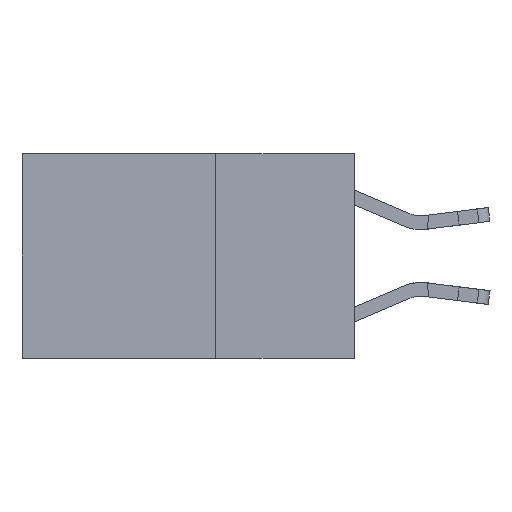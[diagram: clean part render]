
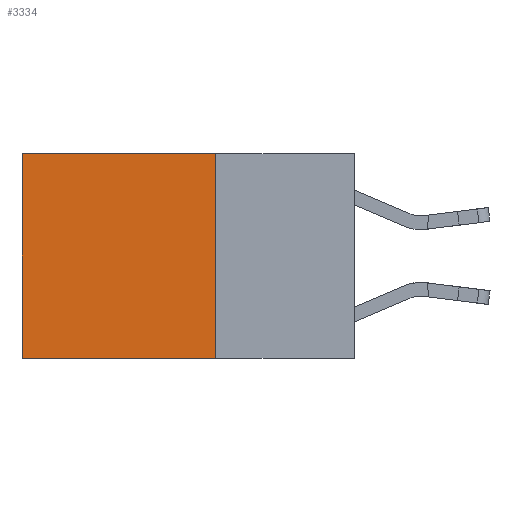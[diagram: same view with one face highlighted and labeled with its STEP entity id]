
A CAD part, left-side view. The second image highlights one B-rep face of the part: STEP entity #3334.
In plain terms, the highlighted planar face has unit normal (-1, 0, 0).
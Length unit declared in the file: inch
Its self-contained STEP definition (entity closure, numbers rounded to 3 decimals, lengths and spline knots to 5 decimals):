
#18 = VECTOR ( 'NONE', #15943, 39.37008 ) ;
#29 = FACE_OUTER_BOUND ( 'NONE', #5891, .T. ) ;
#1599 = CARTESIAN_POINT ( 'NONE',  ( 0.2625, 0.25, -0.37 ) ) ;
#1884 = LINE ( 'NONE', #16755, #7738 ) ;
#2831 = ORIENTED_EDGE ( 'NONE', *, *, #15132, .F. ) ;
#3069 = DIRECTION ( 'NONE',  ( 0., 1., 0. ) ) ;
#3296 = EDGE_CURVE ( 'NONE', #17087, #6235, #5200, .T. ) ;
#3334 = ADVANCED_FACE ( 'NONE', ( #29 ), #16899, .F. ) ;
#4571 = DIRECTION ( 'NONE',  ( 1., 0., 0. ) ) ;
#4620 = DIRECTION ( 'NONE',  ( 0., 0., -1. ) ) ;
#5200 = LINE ( 'NONE', #12027, #8858 ) ;
#5282 = DIRECTION ( 'NONE',  ( 0., 0., -1. ) ) ;
#5293 = LINE ( 'NONE', #10791, #18 ) ;
#5891 = EDGE_LOOP ( 'NONE', ( #12573, #2831, #11454, #10349 ) ) ;
#6123 = VERTEX_POINT ( 'NONE', #1599 ) ;
#6235 = VERTEX_POINT ( 'NONE', #13120 ) ;
#6994 = DIRECTION ( 'NONE',  ( 0., 0., -1. ) ) ;
#7738 = VECTOR ( 'NONE', #3069, 39.37008 ) ;
#8402 = CARTESIAN_POINT ( 'NONE',  ( 0.2625, 0.25, 0. ) ) ;
#8858 = VECTOR ( 'NONE', #5282, 39.37008 ) ;
#8983 = EDGE_CURVE ( 'NONE', #12100, #17087, #5293, .T. ) ;
#10349 = ORIENTED_EDGE ( 'NONE', *, *, #8983, .T. ) ;
#10384 = CARTESIAN_POINT ( 'NONE',  ( 0.2625, 0.25, 0. ) ) ;
#10438 = CARTESIAN_POINT ( 'NONE',  ( 0.2625, 0.6, 0. ) ) ;
#10791 = CARTESIAN_POINT ( 'NONE',  ( 0.2625, 0.25, 0. ) ) ;
#10845 = EDGE_CURVE ( 'NONE', #12100, #6123, #14146, .T. ) ;
#11454 = ORIENTED_EDGE ( 'NONE', *, *, #10845, .F. ) ;
#11981 = AXIS2_PLACEMENT_3D ( 'NONE', #16719, #4571, #6994 ) ;
#12027 = CARTESIAN_POINT ( 'NONE',  ( 0.2625, 0.6, 0. ) ) ;
#12100 = VERTEX_POINT ( 'NONE', #8402 ) ;
#12573 = ORIENTED_EDGE ( 'NONE', *, *, #3296, .T. ) ;
#13120 = CARTESIAN_POINT ( 'NONE',  ( 0.2625, 0.6, -0.37 ) ) ;
#13717 = VECTOR ( 'NONE', #4620, 39.37008 ) ;
#14146 = LINE ( 'NONE', #10384, #13717 ) ;
#15132 = EDGE_CURVE ( 'NONE', #6123, #6235, #1884, .T. ) ;
#15943 = DIRECTION ( 'NONE',  ( 0., 1., 0. ) ) ;
#16719 = CARTESIAN_POINT ( 'NONE',  ( 0.2625, 0.25, 0. ) ) ;
#16755 = CARTESIAN_POINT ( 'NONE',  ( 0.2625, 0.25, -0.37 ) ) ;
#16899 = PLANE ( 'NONE',  #11981 ) ;
#17087 = VERTEX_POINT ( 'NONE', #10438 ) ;
